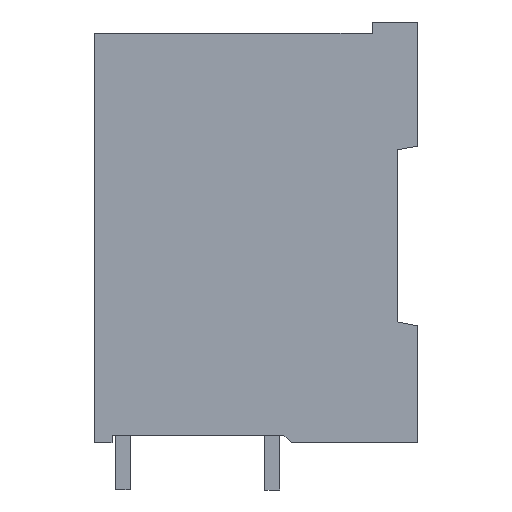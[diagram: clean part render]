
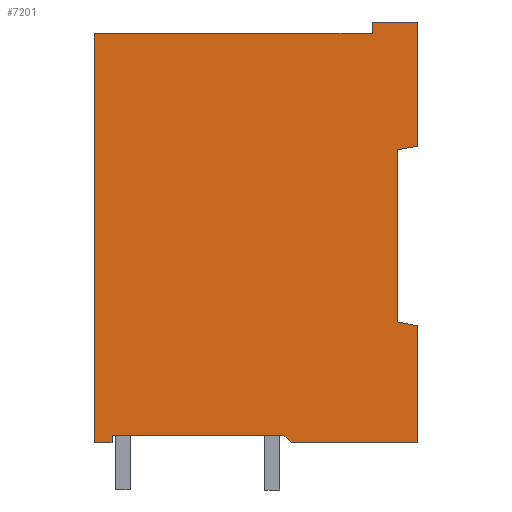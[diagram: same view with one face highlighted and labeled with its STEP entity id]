
A CAD part, left-side view. The second image highlights one B-rep face of the part: STEP entity #7201.
In plain terms, the highlighted planar face has unit normal (-1, 0, 0).
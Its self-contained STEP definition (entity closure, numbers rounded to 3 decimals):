
#7121=AXIS2_PLACEMENT_3D('Plane Axis2P3D',#7118,#7119,#7120) ;
#3373=CARTESIAN_POINT('Line Origine',(0.,0.7,23.277)) ;
#3377=CARTESIAN_POINT('Vertex',(0.,1.4,23.153)) ;
#3379=CARTESIAN_POINT('Vertex',(0.,0.,23.4)) ;
#5061=CARTESIAN_POINT('Line Origine',(0.,21.4,3.2)) ;
#5065=CARTESIAN_POINT('Vertex',(0.,22.,3.2)) ;
#5067=CARTESIAN_POINT('Vertex',(0.,20.8,3.2)) ;
#5112=CARTESIAN_POINT('Vertex',(0.,20.8,3.7)) ;
#5115=CARTESIAN_POINT('Line Origine',(0.,20.8,3.45)) ;
#5127=CARTESIAN_POINT('Line Origine',(0.,4.3,3.2)) ;
#5131=CARTESIAN_POINT('Vertex',(0.,8.6,3.2)) ;
#5133=CARTESIAN_POINT('Vertex',(0.,0.,3.2)) ;
#7118=CARTESIAN_POINT('Axis2P3D Location',(0.,22.,0.)) ;
#7123=CARTESIAN_POINT('Line Origine',(0.,11.,3.7)) ;
#7127=CARTESIAN_POINT('Vertex',(0.,9.1,3.7)) ;
#7131=CARTESIAN_POINT('Control Point',(0.,9.1,3.7)) ;
#7132=CARTESIAN_POINT('Control Point',(0.,8.6,3.2)) ;
#7134=CARTESIAN_POINT('Line Origine',(0.,0.,17.525)) ;
#7138=CARTESIAN_POINT('Vertex',(0.,0.,11.17)) ;
#7142=CARTESIAN_POINT('Control Point',(0.,0.,11.17)) ;
#7143=CARTESIAN_POINT('Control Point',(0.,1.4,11.439)) ;
#7144=CARTESIAN_POINT('Vertex',(0.,1.4,11.439)) ;
#7147=CARTESIAN_POINT('Line Origine',(0.,1.4,17.525)) ;
#7152=CARTESIAN_POINT('Line Origine',(0.,0.,17.525)) ;
#7156=CARTESIAN_POINT('Vertex',(0.,0.,31.85)) ;
#7159=CARTESIAN_POINT('Line Origine',(0.,11.,31.85)) ;
#7163=CARTESIAN_POINT('Vertex',(0.,3.1,31.85)) ;
#7166=CARTESIAN_POINT('Line Origine',(0.,3.1,17.525)) ;
#7170=CARTESIAN_POINT('Vertex',(0.,3.1,31.08)) ;
#7173=CARTESIAN_POINT('Line Origine',(0.,11.,31.08)) ;
#7177=CARTESIAN_POINT('Vertex',(0.,22.,31.08)) ;
#7180=CARTESIAN_POINT('Line Origine',(0.,22.,17.525)) ;
#3374=DIRECTION('Vector Direction',(0.,-0.985,0.174)) ;
#5062=DIRECTION('Vector Direction',(0.,-1.,0.)) ;
#5116=DIRECTION('Vector Direction',(0.,0.,-1.)) ;
#5128=DIRECTION('Vector Direction',(0.,-1.,0.)) ;
#7119=DIRECTION('Axis2P3D Direction',(-1.,0.,0.)) ;
#7120=DIRECTION('Axis2P3D XDirection',(0.,-1.,0.)) ;
#7124=DIRECTION('Vector Direction',(0.,-1.,0.)) ;
#7135=DIRECTION('Vector Direction',(0.,0.,1.)) ;
#7148=DIRECTION('Vector Direction',(0.,0.,1.)) ;
#7153=DIRECTION('Vector Direction',(0.,0.,1.)) ;
#7160=DIRECTION('Vector Direction',(0.,-1.,0.)) ;
#7167=DIRECTION('Vector Direction',(0.,0.,1.)) ;
#7174=DIRECTION('Vector Direction',(0.,-1.,0.)) ;
#7181=DIRECTION('Vector Direction',(0.,0.,1.)) ;
#3375=VECTOR('Line Direction',#3374,1.) ;
#5063=VECTOR('Line Direction',#5062,1.) ;
#5117=VECTOR('Line Direction',#5116,1.) ;
#5129=VECTOR('Line Direction',#5128,1.) ;
#7125=VECTOR('Line Direction',#7124,1.) ;
#7136=VECTOR('Line Direction',#7135,1.) ;
#7149=VECTOR('Line Direction',#7148,1.) ;
#7154=VECTOR('Line Direction',#7153,1.) ;
#7161=VECTOR('Line Direction',#7160,1.) ;
#7168=VECTOR('Line Direction',#7167,1.) ;
#7175=VECTOR('Line Direction',#7174,1.) ;
#7182=VECTOR('Line Direction',#7181,1.) ;
#7186=ORIENTED_EDGE('',*,*,#5069,.T.) ;
#7187=ORIENTED_EDGE('',*,*,#5119,.F.) ;
#7188=ORIENTED_EDGE('',*,*,#7129,.T.) ;
#7189=ORIENTED_EDGE('',*,*,#7133,.T.) ;
#7190=ORIENTED_EDGE('',*,*,#5135,.T.) ;
#7191=ORIENTED_EDGE('',*,*,#7140,.T.) ;
#7192=ORIENTED_EDGE('',*,*,#7146,.T.) ;
#7193=ORIENTED_EDGE('',*,*,#7151,.T.) ;
#7194=ORIENTED_EDGE('',*,*,#3381,.T.) ;
#7195=ORIENTED_EDGE('',*,*,#7158,.T.) ;
#7196=ORIENTED_EDGE('',*,*,#7165,.T.) ;
#7197=ORIENTED_EDGE('',*,*,#7172,.T.) ;
#7198=ORIENTED_EDGE('',*,*,#7179,.T.) ;
#7199=ORIENTED_EDGE('',*,*,#7184,.T.) ;
#7201=ADVANCED_FACE('Model',(#7200),#7122,.T.) ;
#7130=B_SPLINE_CURVE_WITH_KNOTS('',1,(#7131,#7132),.UNSPECIFIED.,.F.,.U.,(2,2),(-0.354,0.354),.UNSPECIFIED.) ;
#7141=B_SPLINE_CURVE_WITH_KNOTS('',1,(#7142,#7143),.UNSPECIFIED.,.F.,.U.,(2,2),(-0.713,0.713),.UNSPECIFIED.) ;
#3381=EDGE_CURVE('',#3378,#3380,#3376,.T.) ;
#5069=EDGE_CURVE('',#5066,#5068,#5064,.T.) ;
#5119=EDGE_CURVE('',#5113,#5068,#5118,.T.) ;
#5135=EDGE_CURVE('',#5132,#5134,#5130,.T.) ;
#7129=EDGE_CURVE('',#5113,#7128,#7126,.T.) ;
#7133=EDGE_CURVE('',#7128,#5132,#7130,.T.) ;
#7140=EDGE_CURVE('',#5134,#7139,#7137,.T.) ;
#7146=EDGE_CURVE('',#7139,#7145,#7141,.T.) ;
#7151=EDGE_CURVE('',#7145,#3378,#7150,.T.) ;
#7158=EDGE_CURVE('',#3380,#7157,#7155,.T.) ;
#7165=EDGE_CURVE('',#7157,#7164,#7162,.F.) ;
#7172=EDGE_CURVE('',#7164,#7171,#7169,.F.) ;
#7179=EDGE_CURVE('',#7171,#7178,#7176,.F.) ;
#7184=EDGE_CURVE('',#7178,#5066,#7183,.F.) ;
#7185=EDGE_LOOP('',(#7186,#7187,#7188,#7189,#7190,#7191,#7192,#7193,#7194,#7195,#7196,#7197,#7198,#7199)) ;
#7200=FACE_OUTER_BOUND('',#7185,.T.) ;
#3376=LINE('Line',#3373,#3375) ;
#5064=LINE('Line',#5061,#5063) ;
#5118=LINE('Line',#5115,#5117) ;
#5130=LINE('Line',#5127,#5129) ;
#7126=LINE('Line',#7123,#7125) ;
#7137=LINE('Line',#7134,#7136) ;
#7150=LINE('Line',#7147,#7149) ;
#7155=LINE('Line',#7152,#7154) ;
#7162=LINE('Line',#7159,#7161) ;
#7169=LINE('Line',#7166,#7168) ;
#7176=LINE('Line',#7173,#7175) ;
#7183=LINE('Line',#7180,#7182) ;
#7122=PLANE('',#7121) ;
#3378=VERTEX_POINT('',#3377) ;
#3380=VERTEX_POINT('',#3379) ;
#5066=VERTEX_POINT('',#5065) ;
#5068=VERTEX_POINT('',#5067) ;
#5113=VERTEX_POINT('',#5112) ;
#5132=VERTEX_POINT('',#5131) ;
#5134=VERTEX_POINT('',#5133) ;
#7128=VERTEX_POINT('',#7127) ;
#7139=VERTEX_POINT('',#7138) ;
#7145=VERTEX_POINT('',#7144) ;
#7157=VERTEX_POINT('',#7156) ;
#7164=VERTEX_POINT('',#7163) ;
#7171=VERTEX_POINT('',#7170) ;
#7178=VERTEX_POINT('',#7177) ;
